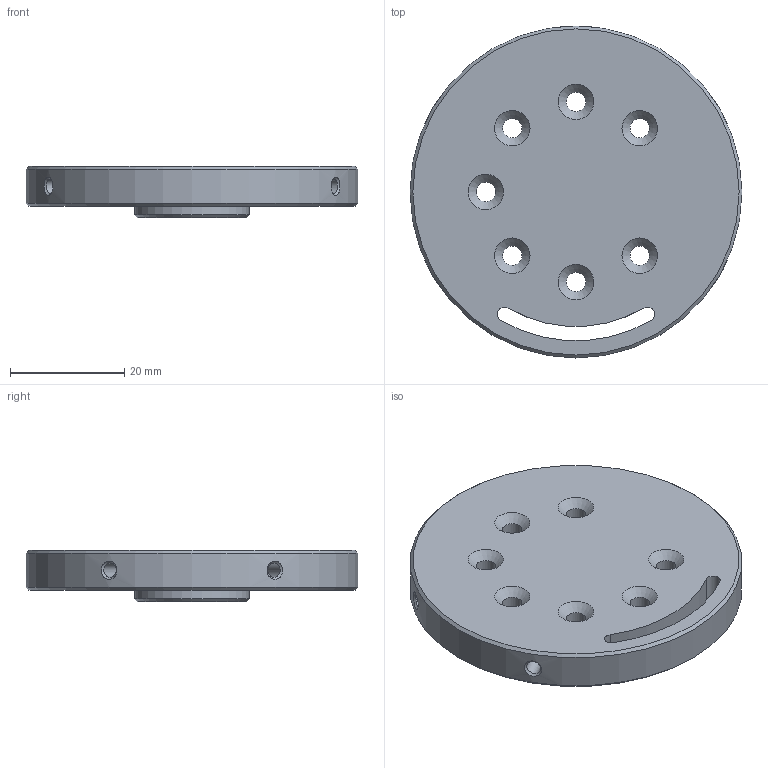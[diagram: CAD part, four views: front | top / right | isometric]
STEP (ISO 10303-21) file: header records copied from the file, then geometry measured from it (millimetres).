
FILE_DESCRIPTION (( 'STEP AP214' ), '1' );
FILE_NAME ('ROK-P012_CONFIG-Default_REV-A.step', '2022-11-08T14:46:26', ( '' ), ( '' ), 'SwSTEP 2.0', 'SolidWorks 2022', '' );
FILE_SCHEMA (( 'AUTOMOTIVE_DESIGN' ));
Length unit declared in the file: millimetre
Products named in the file (1): ROK-P012_CONFIG-Default_REV-A
Bounding box: 58 x 58 x 9 mm (x, y, z)
Volume: 17819.5 mm3; surface area: 7517.6 mm2
Topology: 1 solids, 1 shells, 44 faces, 107 edges, 66 vertices
Faces by surface type: cone 22, cylinder 19, plane 3
Full cylindrical faces by diameter (mm): 2.5 x5, 3 x1, 3.4 x7, 20 x1, 58 x1
Entity records: 1363 total; most frequent: CARTESIAN_POINT 410, DIRECTION 192, ORIENTED_EDGE 116, EDGE_LOOP 98, AXIS2_PLACEMENT_3D 94, FACE_OUTER_BOUND 59, EDGE_CURVE 58, VERTEX_POINT 54
